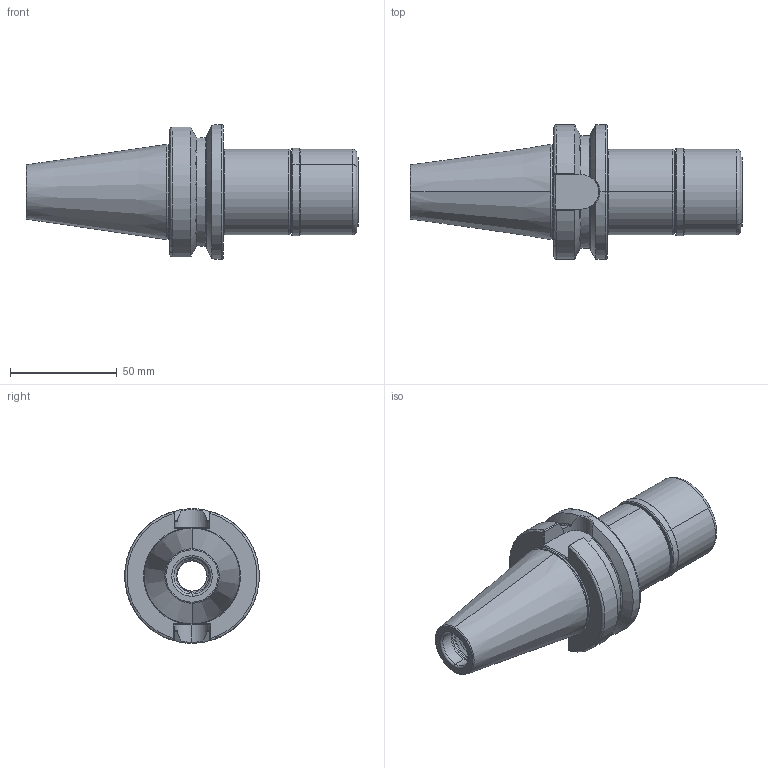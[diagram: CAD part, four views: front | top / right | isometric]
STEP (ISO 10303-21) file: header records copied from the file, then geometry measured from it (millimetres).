
FILE_DESCRIPTION (( 'STEP AP203' ), '1' );
FILE_NAME ('405.03.16.1.STEP', '2016-11-26T01:04:45', ( '' ), ( '' ), 'SwSTEP 2.0', 'SolidWorks 2012', '' );
FILE_SCHEMA (( 'CONFIG_CONTROL_DESIGN' ));
Length unit declared in the file: millimetre
Products named in the file (3): 405.03.16.1; 2-01.B04.0160311D9_KPS16_無溝螺帽_加長型
Assembly tree (2 placements, depth 2):
  405.03.16.1
    405.03.16.1
    2-01.B04.0160311D9_KPS16_無溝螺帽_加長型
Bounding box: 155.4 x 63 x 63 mm (x, y, z)
Volume: 172208.8 mm3; surface area: 46459.8 mm2
Topology: 2 solids, 2 shells, 312 faces, 805 edges, 504 vertices
Faces by surface type: cylinder 160, torus 59, plane 39, cone 38, bspline 16
Entity records: 20333 total; most frequent: CARTESIAN_POINT 13253, ORIENTED_EDGE 1610, DIRECTION 1279, EDGE_CURVE 805, AXIS2_PLACEMENT_3D 517, VERTEX_POINT 504, EDGE_LOOP 323, FACE_OUTER_BOUND 312
